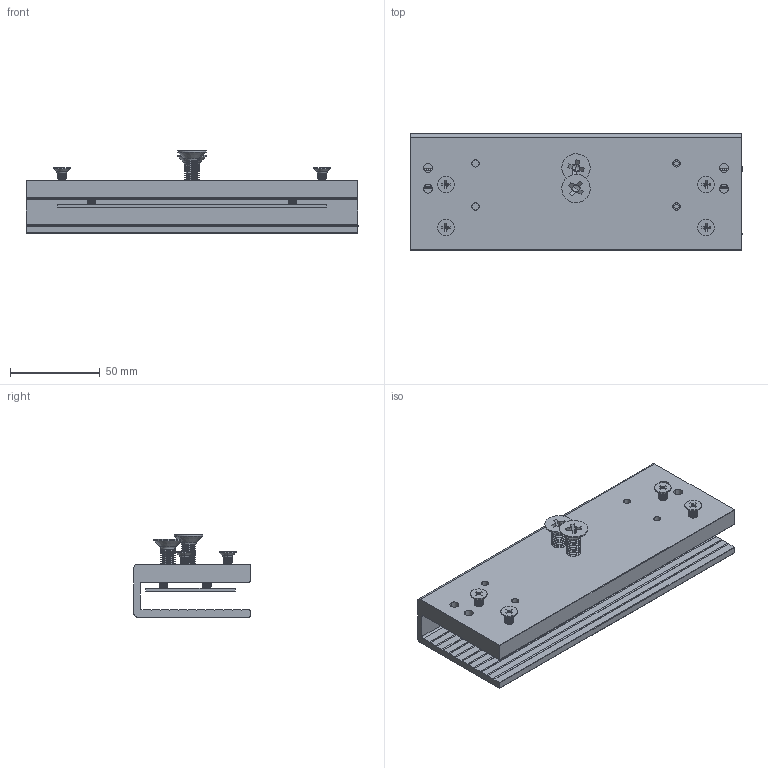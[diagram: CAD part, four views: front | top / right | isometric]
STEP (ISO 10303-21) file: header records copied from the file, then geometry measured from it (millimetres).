
FILE_DESCRIPTION (( 'STEP AP214' ), '1' );
FILE_NAME ('EF300_550UZAP.step', '2021-07-29T14:13:24', ( '' ), ( '' ), 'SwSTEP 2.0', 'SolidWorks 2020', '' );
FILE_SCHEMA (( 'AUTOMOTIVE_DESIGN' ));
Length unit declared in the file: millimetre
Products named in the file (13): ISO 4026 - M5 x 10-S-4; ISO 7046-1 - M8 x 20 - Z --- 20S-1; ISO 7046-1 - M5 x 16 - Z --- 16S-4; ISO 4026 - M5 x 10-S-2; EF300_550UZAP; ISO 7046-1 - M5 x 16 - Z --- 16S-2; ISO 7046-1 - M8 x 25 - Z --- 25S-1; ISO 7046-1 - M5 x 16 - Z --- 16S-1; EF300-EF550-KIT U EF300-EF550 R3-1; ISO 4026 - M5 x 10-S-3; ISO 7046-1 - M5 x 16 - Z --- 16S-3; EF300-EF550-PLAQUE PROTECTRICE EF300-550U CPZ-1; ISO 4026 - M5 x 10-S-1
Assembly tree (12 placements, depth 2):
  EF300_550UZAP
    ISO 4026 - M5 x 10-S-2
    ISO 7046-1 - M5 x 16 - Z --- 16S-1
    ISO 4026 - M5 x 10-S-3
    ISO 7046-1 - M8 x 20 - Z --- 20S-1
    EF300-EF550-KIT U EF300-EF550 R3-1
    EF300-EF550-PLAQUE PROTECTRICE EF300-550U CPZ-1
    ISO 4026 - M5 x 10-S-1
    ISO 4026 - M5 x 10-S-4
    ISO 7046-1 - M5 x 16 - Z --- 16S-3
    ISO 7046-1 - M5 x 16 - Z --- 16S-2
    ISO 7046-1 - M5 x 16 - Z --- 16S-4
    ISO 7046-1 - M8 x 25 - Z --- 25S-1
Bounding box: 185 x 64.75 x 45.8 mm (x, y, z)
Volume: 193231 mm3; surface area: 82769.4 mm2
Topology: 12 solids, 12 shells, 1187 faces, 3099 edges, 1940 vertices
Faces by surface type: cone 652, cylinder 328, plane 195, torus 12
Entity records: 37661 total; most frequent: DIRECTION 7139, CARTESIAN_POINT 6373, ORIENTED_EDGE 6174, EDGE_CURVE 3087, AXIS2_PLACEMENT_3D 2898, VERTEX_POINT 1940, CIRCLE 1696, VECTOR 1343
